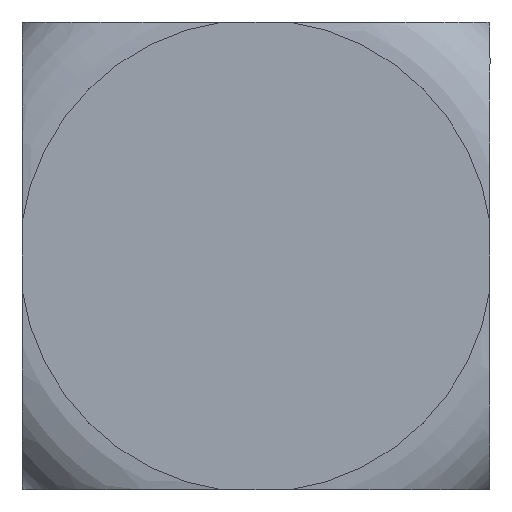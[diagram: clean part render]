
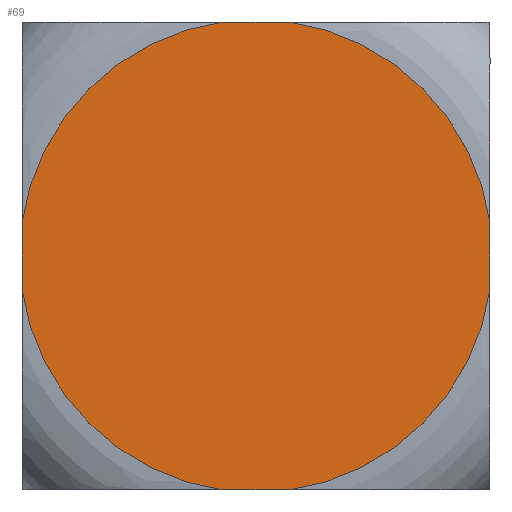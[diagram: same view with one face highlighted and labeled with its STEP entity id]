
A CAD part, left-side view. The second image highlights one B-rep face of the part: STEP entity #69.
In plain terms, the highlighted planar face has unit normal (-1, 0, 0).
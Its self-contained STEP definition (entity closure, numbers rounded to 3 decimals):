
#69 = ADVANCED_FACE( '', ( #147 ), #148, .F. );
#147 = FACE_OUTER_BOUND( '', #228, .T. );
#148 = PLANE( '', #229 );
#228 = EDGE_LOOP( '', ( #347, #348, #349, #350, #351, #352, #353, #354 ) );
#229 = AXIS2_PLACEMENT_3D( '', #355, #356, #357 );
#347 = ORIENTED_EDGE( '', *, *, #503, .F. );
#348 = ORIENTED_EDGE( '', *, *, #487, .F. );
#349 = ORIENTED_EDGE( '', *, *, #504, .F. );
#350 = ORIENTED_EDGE( '', *, *, #463, .F. );
#351 = ORIENTED_EDGE( '', *, *, #505, .F. );
#352 = ORIENTED_EDGE( '', *, *, #498, .F. );
#353 = ORIENTED_EDGE( '', *, *, #506, .F. );
#354 = ORIENTED_EDGE( '', *, *, #471, .F. );
#355 = CARTESIAN_POINT( '', ( 0., 0., 0. ) );
#356 = DIRECTION( '', ( 1., 0., 0. ) );
#357 = DIRECTION( '', ( 0., 0., -1. ) );
#463 = EDGE_CURVE( '', #539, #535, #541, .T. );
#471 = EDGE_CURVE( '', #553, #549, #555, .T. );
#487 = EDGE_CURVE( '', #582, #578, #584, .T. );
#498 = EDGE_CURVE( '', #598, #601, #602, .T. );
#503 = EDGE_CURVE( '', #578, #553, #608, .T. );
#504 = EDGE_CURVE( '', #535, #582, #609, .T. );
#505 = EDGE_CURVE( '', #601, #539, #610, .T. );
#506 = EDGE_CURVE( '', #549, #598, #611, .T. );
#535 = VERTEX_POINT( '', #644 );
#539 = VERTEX_POINT( '', #667 );
#541 = CIRCLE( '', #688, 9.09 );
#549 = VERTEX_POINT( '', #696 );
#553 = VERTEX_POINT( '', #719 );
#555 = CIRCLE( '', #740, 9.09 );
#578 = VERTEX_POINT( '', #767 );
#582 = VERTEX_POINT( '', #790 );
#584 = CIRCLE( '', #811, 9.09 );
#598 = VERTEX_POINT( '', #827 );
#601 = VERTEX_POINT( '', #849 );
#602 = CIRCLE( '', #850, 9.09 );
#608 = LINE( '', #875, #876 );
#609 = LINE( '', #877, #878 );
#610 = LINE( '', #879, #880 );
#611 = LINE( '', #881, #882 );
#644 = CARTESIAN_POINT( '', ( 0., -1.276, -9. ) );
#667 = CARTESIAN_POINT( '', ( 0., -9., -1.276 ) );
#688 = AXIS2_PLACEMENT_3D( '', #926, #927, #928 );
#696 = CARTESIAN_POINT( '', ( 0., 1.276, 9. ) );
#719 = CARTESIAN_POINT( '', ( 0., 9., 1.276 ) );
#740 = AXIS2_PLACEMENT_3D( '', #938, #939, #940 );
#767 = CARTESIAN_POINT( '', ( 0., 9., -1.276 ) );
#790 = CARTESIAN_POINT( '', ( 0., 1.276, -9. ) );
#811 = AXIS2_PLACEMENT_3D( '', #963, #964, #965 );
#827 = CARTESIAN_POINT( '', ( 0., -1.276, 9. ) );
#849 = CARTESIAN_POINT( '', ( 0., -9., 1.276 ) );
#850 = AXIS2_PLACEMENT_3D( '', #977, #978, #979 );
#875 = CARTESIAN_POINT( '', ( 0., 9., -9. ) );
#876 = VECTOR( '', #983, 1000. );
#877 = CARTESIAN_POINT( '', ( 0., -9., -9. ) );
#878 = VECTOR( '', #984, 1000. );
#879 = CARTESIAN_POINT( '', ( 0., -9., 9. ) );
#880 = VECTOR( '', #985, 1000. );
#881 = CARTESIAN_POINT( '', ( 0., 9., 9. ) );
#882 = VECTOR( '', #986, 1000. );
#926 = CARTESIAN_POINT( '', ( 0., 0., 0. ) );
#927 = DIRECTION( '', ( 1., 0., 0. ) );
#928 = DIRECTION( '', ( 0., 0., -1. ) );
#938 = CARTESIAN_POINT( '', ( 0., 0., 0. ) );
#939 = DIRECTION( '', ( 1., 0., 0. ) );
#940 = DIRECTION( '', ( 0., 0., -1. ) );
#963 = CARTESIAN_POINT( '', ( 0., 0., 0. ) );
#964 = DIRECTION( '', ( 1., 0., 0. ) );
#965 = DIRECTION( '', ( 0., 0., -1. ) );
#977 = CARTESIAN_POINT( '', ( 0., 0., 0. ) );
#978 = DIRECTION( '', ( 1., 0., 0. ) );
#979 = DIRECTION( '', ( 0., 0., -1. ) );
#983 = DIRECTION( '', ( 0., 0., 1. ) );
#984 = DIRECTION( '', ( 0., 1., 0. ) );
#985 = DIRECTION( '', ( 0., 0., -1. ) );
#986 = DIRECTION( '', ( 0., -1., 0. ) );
